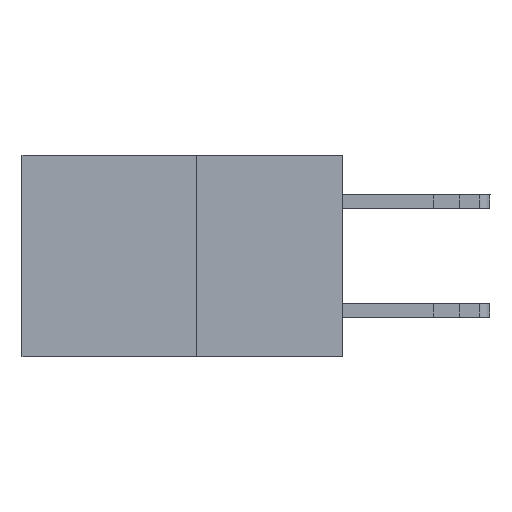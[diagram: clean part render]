
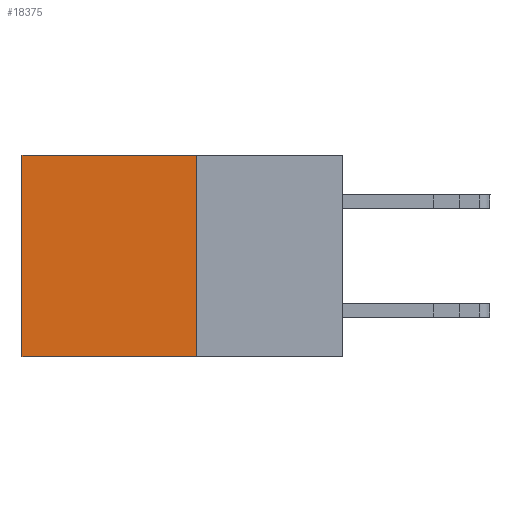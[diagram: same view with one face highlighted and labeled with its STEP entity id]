
A CAD part, left-side view. The second image highlights one B-rep face of the part: STEP entity #18375.
In plain terms, the highlighted planar face has unit normal (-1, 0, 0).
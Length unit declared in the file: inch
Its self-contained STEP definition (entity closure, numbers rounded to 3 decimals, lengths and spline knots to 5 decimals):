
#1136 = CARTESIAN_POINT ( 'NONE',  ( 0.277, 0.27, -0.37 ) ) ;
#1701 = CARTESIAN_POINT ( 'NONE',  ( 0.277, 0.59, -0.37 ) ) ;
#2818 = EDGE_CURVE ( 'NONE', #11561, #16384, #2887, .T. ) ;
#2887 = LINE ( 'NONE', #19020, #12346 ) ;
#6142 = VECTOR ( 'NONE', #19714, 39.37008 ) ;
#6409 = DIRECTION ( 'NONE',  ( 0., 1., 0. ) ) ;
#7314 = CARTESIAN_POINT ( 'NONE',  ( 0.277, 0.27, 0. ) ) ;
#8244 = ORIENTED_EDGE ( 'NONE', *, *, #21550, .F. ) ;
#8395 = DIRECTION ( 'NONE',  ( 0., 0., -1. ) ) ;
#8554 = LINE ( 'NONE', #10449, #19082 ) ;
#8754 = LINE ( 'NONE', #12528, #19796 ) ;
#9066 = VERTEX_POINT ( 'NONE', #14806 ) ;
#9165 = LINE ( 'NONE', #14611, #6142 ) ;
#10449 = CARTESIAN_POINT ( 'NONE',  ( 0.277, 0.27, -0.37 ) ) ;
#10518 = EDGE_CURVE ( 'NONE', #16384, #13671, #8754, .T. ) ;
#10660 = DIRECTION ( 'NONE',  ( 1., 0., 0. ) ) ;
#11561 = VERTEX_POINT ( 'NONE', #7314 ) ;
#11588 = ORIENTED_EDGE ( 'NONE', *, *, #22499, .F. ) ;
#12192 = PLANE ( 'NONE',  #14486 ) ;
#12346 = VECTOR ( 'NONE', #15592, 39.37008 ) ;
#12528 = CARTESIAN_POINT ( 'NONE',  ( 0.277, 0.59, -0.37 ) ) ;
#13671 = VERTEX_POINT ( 'NONE', #1701 ) ;
#13972 = DIRECTION ( 'NONE',  ( 0., 0., -1. ) ) ;
#14486 = AXIS2_PLACEMENT_3D ( 'NONE', #1136, #10660, #13972 ) ;
#14611 = CARTESIAN_POINT ( 'NONE',  ( 0.277, 0.27, -0.37 ) ) ;
#14806 = CARTESIAN_POINT ( 'NONE',  ( 0.277, 0.27, -0.37 ) ) ;
#15004 = CARTESIAN_POINT ( 'NONE',  ( 0.277, 0.59, 0. ) ) ;
#15592 = DIRECTION ( 'NONE',  ( 0., 1., 0. ) ) ;
#16384 = VERTEX_POINT ( 'NONE', #15004 ) ;
#18375 = ADVANCED_FACE ( 'NONE', ( #21432 ), #12192, .F. ) ;
#19020 = CARTESIAN_POINT ( 'NONE',  ( 0.277, 0.27, 0. ) ) ;
#19068 = EDGE_LOOP ( 'NONE', ( #21581, #11588, #8244, #20574 ) ) ;
#19082 = VECTOR ( 'NONE', #6409, 39.37008 ) ;
#19714 = DIRECTION ( 'NONE',  ( 0., 0., -1. ) ) ;
#19796 = VECTOR ( 'NONE', #8395, 39.37008 ) ;
#20574 = ORIENTED_EDGE ( 'NONE', *, *, #2818, .T. ) ;
#21432 = FACE_OUTER_BOUND ( 'NONE', #19068, .T. ) ;
#21550 = EDGE_CURVE ( 'NONE', #11561, #9066, #9165, .T. ) ;
#21581 = ORIENTED_EDGE ( 'NONE', *, *, #10518, .T. ) ;
#22499 = EDGE_CURVE ( 'NONE', #9066, #13671, #8554, .T. ) ;
